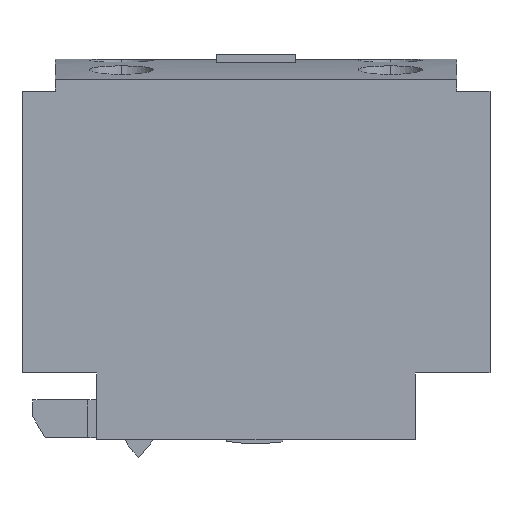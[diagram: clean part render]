
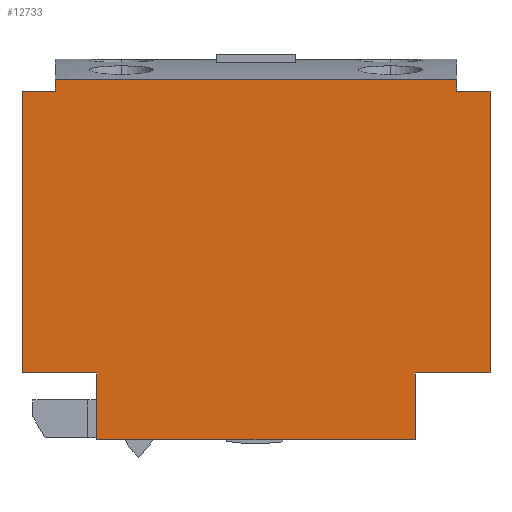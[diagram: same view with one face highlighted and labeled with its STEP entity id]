
A CAD part, left-side view. The second image highlights one B-rep face of the part: STEP entity #12733.
In plain terms, the highlighted planar face has unit normal (-1, 0, 0).
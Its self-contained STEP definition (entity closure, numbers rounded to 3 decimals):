
#30=DIRECTION('',(0.,1.,0.));
#31=VECTOR('',#30,40.3);
#32=CARTESIAN_POINT('',(0.,3.35,36.6));
#33=LINE('',#32,#31);
#38=DIRECTION('',(0.,0.,-1.));
#39=VECTOR('',#38,1.2);
#40=CARTESIAN_POINT('',(0.,3.35,36.6));
#41=LINE('',#40,#39);
#45=DIRECTION('',(0.,-1.,0.));
#46=VECTOR('',#45,3.35);
#47=CARTESIAN_POINT('',(0.,3.35,35.4));
#48=LINE('',#47,#46);
#52=DIRECTION('',(0.,0.,-1.));
#53=VECTOR('',#52,28.3);
#54=CARTESIAN_POINT('',(0.,0.,35.4));
#55=LINE('',#54,#53);
#59=DIRECTION('',(0.,1.,0.));
#60=VECTOR('',#59,7.5);
#61=CARTESIAN_POINT('',(0.,0.,7.1));
#62=LINE('',#61,#60);
#66=DIRECTION('',(0.,0.,-1.));
#67=VECTOR('',#66,6.7);
#68=CARTESIAN_POINT('',(0.,7.5,7.1));
#69=LINE('',#68,#67);
#73=DIRECTION('',(0.,1.,0.));
#74=VECTOR('',#73,32.);
#75=CARTESIAN_POINT('',(0.,7.5,0.4));
#76=LINE('',#75,#74);
#80=DIRECTION('',(0.,0.,1.));
#81=VECTOR('',#80,6.7);
#82=CARTESIAN_POINT('',(0.,39.5,0.4));
#83=LINE('',#82,#81);
#87=DIRECTION('',(0.,1.,0.));
#88=VECTOR('',#87,7.5);
#89=CARTESIAN_POINT('',(0.,39.5,7.1));
#90=LINE('',#89,#88);
#94=DIRECTION('',(0.,0.,1.));
#95=VECTOR('',#94,28.3);
#96=CARTESIAN_POINT('',(0.,47.,7.1));
#97=LINE('',#96,#95);
#101=DIRECTION('',(0.,-1.,0.));
#102=VECTOR('',#101,3.35);
#103=CARTESIAN_POINT('',(0.,47.,35.4));
#104=LINE('',#103,#102);
#108=DIRECTION('',(0.,0.,1.));
#109=VECTOR('',#108,1.2);
#110=CARTESIAN_POINT('',(0.,43.65,35.4));
#111=LINE('',#110,#109);
#10922=CARTESIAN_POINT('',(0.,47.,35.4));
#10923=CARTESIAN_POINT('',(0.,43.65,35.4));
#10924=VERTEX_POINT('',#10922);
#10925=VERTEX_POINT('',#10923);
#10926=CARTESIAN_POINT('',(0.,3.35,35.4));
#10927=CARTESIAN_POINT('',(0.,0.,35.4));
#10928=VERTEX_POINT('',#10926);
#10929=VERTEX_POINT('',#10927);
#10930=CARTESIAN_POINT('',(0.,0.,7.1));
#10931=VERTEX_POINT('',#10930);
#10932=CARTESIAN_POINT('',(0.,7.5,7.1));
#10933=VERTEX_POINT('',#10932);
#10934=CARTESIAN_POINT('',(0.,7.5,0.4));
#10935=VERTEX_POINT('',#10934);
#10936=CARTESIAN_POINT('',(0.,39.5,0.4));
#10937=VERTEX_POINT('',#10936);
#10938=CARTESIAN_POINT('',(0.,39.5,7.1));
#10939=VERTEX_POINT('',#10938);
#10940=CARTESIAN_POINT('',(0.,47.,7.1));
#10941=VERTEX_POINT('',#10940);
#10978=CARTESIAN_POINT('',(0.,3.35,36.6));
#10979=CARTESIAN_POINT('',(0.,43.65,36.6));
#10980=VERTEX_POINT('',#10978);
#10981=VERTEX_POINT('',#10979);
#12702=CARTESIAN_POINT('',(0.,0.,0.));
#12703=DIRECTION('',(1.,0.,0.));
#12704=DIRECTION('',(0.,0.,-1.));
#12705=AXIS2_PLACEMENT_3D('',#12702,#12703,#12704);
#12706=PLANE('',#12705);
#12708=ORIENTED_EDGE('',*,*,#12707,.F.);
#12710=ORIENTED_EDGE('',*,*,#12709,.T.);
#12712=ORIENTED_EDGE('',*,*,#12711,.T.);
#12714=ORIENTED_EDGE('',*,*,#12713,.T.);
#12716=ORIENTED_EDGE('',*,*,#12715,.T.);
#12718=ORIENTED_EDGE('',*,*,#12717,.T.);
#12720=ORIENTED_EDGE('',*,*,#12719,.T.);
#12722=ORIENTED_EDGE('',*,*,#12721,.T.);
#12724=ORIENTED_EDGE('',*,*,#12723,.T.);
#12726=ORIENTED_EDGE('',*,*,#12725,.T.);
#12728=ORIENTED_EDGE('',*,*,#12727,.T.);
#12730=ORIENTED_EDGE('',*,*,#12729,.T.);
#12731=EDGE_LOOP('',(#12708,#12710,#12712,#12714,#12716,#12718,#12720,#12722,
#12724,#12726,#12728,#12730));
#12732=FACE_OUTER_BOUND('',#12731,.F.);
#12707=EDGE_CURVE('',#10980,#10981,#33,.T.);
#12709=EDGE_CURVE('',#10980,#10928,#41,.T.);
#12711=EDGE_CURVE('',#10928,#10929,#48,.T.);
#12713=EDGE_CURVE('',#10929,#10931,#55,.T.);
#12715=EDGE_CURVE('',#10931,#10933,#62,.T.);
#12717=EDGE_CURVE('',#10933,#10935,#69,.T.);
#12719=EDGE_CURVE('',#10935,#10937,#76,.T.);
#12721=EDGE_CURVE('',#10937,#10939,#83,.T.);
#12723=EDGE_CURVE('',#10939,#10941,#90,.T.);
#12725=EDGE_CURVE('',#10941,#10924,#97,.T.);
#12727=EDGE_CURVE('',#10924,#10925,#104,.T.);
#12729=EDGE_CURVE('',#10925,#10981,#111,.T.);
#12733=ADVANCED_FACE('',(#12732),#12706,.F.);
